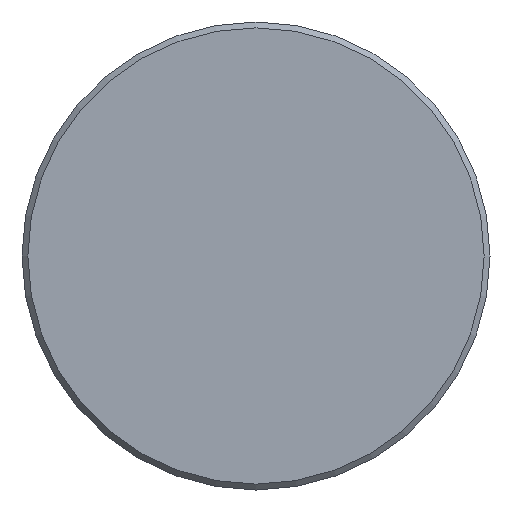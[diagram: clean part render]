
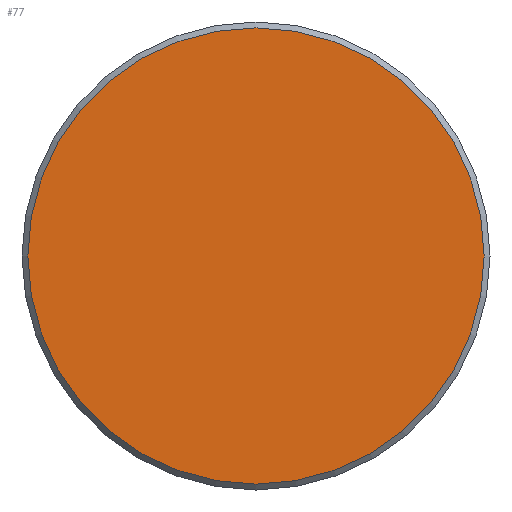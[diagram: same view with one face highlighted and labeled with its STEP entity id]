
A CAD part, front view. The second image highlights one B-rep face of the part: STEP entity #77.
In plain terms, the highlighted planar face has unit normal (0, -1, 0).
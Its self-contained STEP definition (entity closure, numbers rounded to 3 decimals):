
#32=CARTESIAN_POINT('',(-3.9,0.,0.));
#33=VERTEX_POINT('',#32);
#59=CARTESIAN_POINT('',(0.,0.,0.));
#60=DIRECTION('',(-0.,1.,0.));
#61=DIRECTION('',(1.,0.,0.));
#62=AXIS2_PLACEMENT_3D('',#59,#60,#61);
#63=CIRCLE('',#62,3.9);
#64=EDGE_CURVE('',#33,#33,#63,.T.);
#69=CARTESIAN_POINT('',(-2.,0.,0.));
#70=DIRECTION('',(0.,-1.,0.));
#71=DIRECTION('',(1.,0.,0.));
#72=AXIS2_PLACEMENT_3D('',#69,#70,#71);
#73=PLANE('',#72);
#74=ORIENTED_EDGE('',*,*,#64,.F.);
#75=EDGE_LOOP('',(#74));
#76=FACE_BOUND('',#75,.T.);
#77=ADVANCED_FACE('',(#76),#73,.T.);
